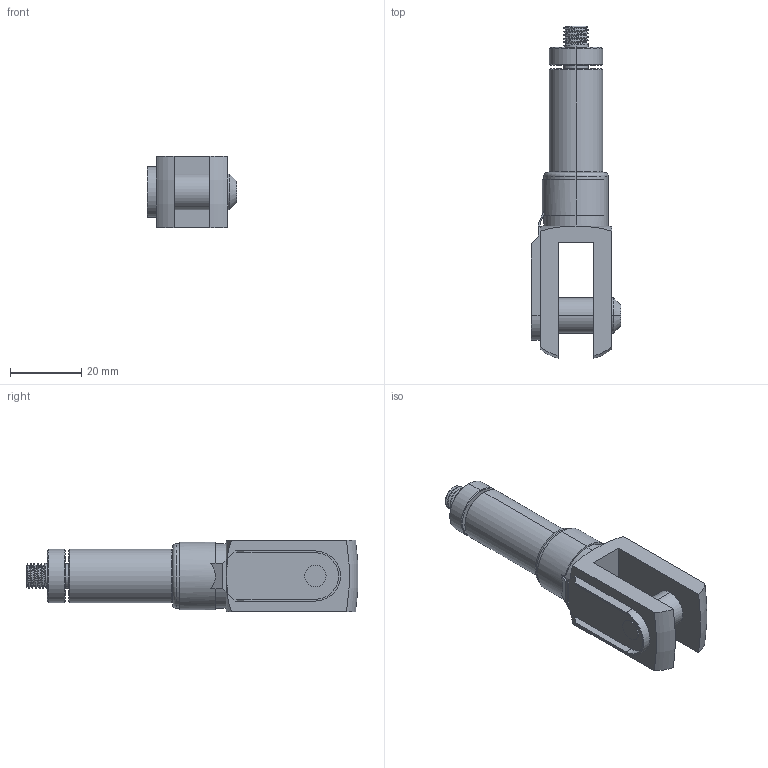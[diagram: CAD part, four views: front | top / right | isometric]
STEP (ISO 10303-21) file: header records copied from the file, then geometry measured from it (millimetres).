
FILE_DESCRIPTION (( 'STEP AP214' ), '1' );
FILE_NAME ('T37632.STEP', '2023-06-08T09:27:45', ( '' ), ( '' ), 'SwSTEP 2.0', 'SolidWorks 2022', '' );
FILE_SCHEMA (( 'AUTOMOTIVE_DESIGN' ));
Length unit declared in the file: millimetre
Products named in the file (1): T37632
Bounding box: 25 x 92.92 x 20 mm (x, y, z)
Volume: 19254.1 mm3; surface area: 8758.7 mm2
Topology: 1 solids, 2 shells, 103 faces, 252 edges, 161 vertices
Faces by surface type: plane 43, cylinder 38, cone 13, torus 6, bspline 3
Entity records: 4055 total; most frequent: CARTESIAN_POINT 1648, ORIENTED_EDGE 504, DIRECTION 491, EDGE_CURVE 252, AXIS2_PLACEMENT_3D 186, VERTEX_POINT 161, VECTOR 119, LINE 119
